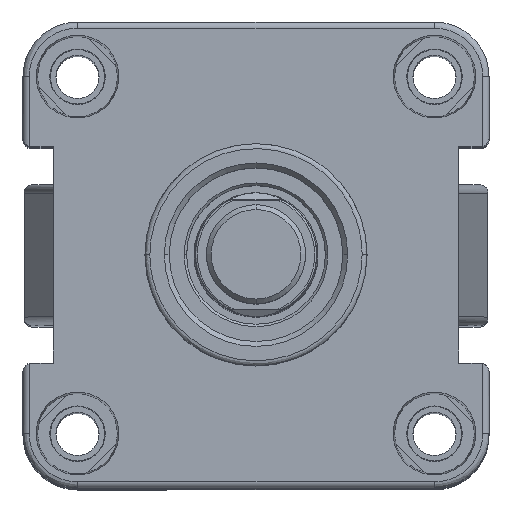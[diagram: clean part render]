
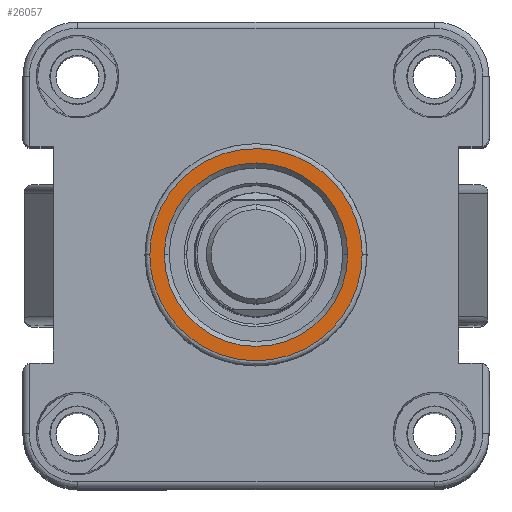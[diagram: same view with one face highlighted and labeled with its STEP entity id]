
A CAD part, top view. The second image highlights one B-rep face of the part: STEP entity #26057.
In plain terms, the highlighted face is planar.
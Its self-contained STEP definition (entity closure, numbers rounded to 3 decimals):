
#835 = CARTESIAN_POINT ( 'NONE',  ( 166., 0., 0. ) ) ;
#973 = ORIENTED_EDGE ( 'NONE', *, *, #10796, .F. ) ;
#1293 = AXIS2_PLACEMENT_3D ( 'NONE', #18111, #18386, #3700 ) ;
#1330 = CARTESIAN_POINT ( 'NONE',  ( 166., 42.8, 21.4 ) ) ;
#2249 = EDGE_CURVE ( 'NONE', #26321, #17328, #4809, .T. ) ;
#2671 =( BOUNDED_CURVE ( )  B_SPLINE_CURVE ( 3, ( #17594, #23938, #4850, #9296 ),
 .UNSPECIFIED., .F., .F. ) 
 B_SPLINE_CURVE_WITH_KNOTS ( ( 4, 4 ),
 ( 0., 1. ),
 .UNSPECIFIED. ) 
 CURVE ( )  GEOMETRIC_REPRESENTATION_ITEM ( )  RATIONAL_B_SPLINE_CURVE ( ( 1., 0.333, 0.333, 1. ) ) 
 REPRESENTATION_ITEM ( '' )  );
#3397 = VERTEX_POINT ( 'NONE', #7559 ) ;
#3523 = FACE_OUTER_BOUND ( 'NONE', #6219, .T. ) ;
#3700 = DIRECTION ( 'NONE',  ( 0., 0., 1. ) ) ;
#4809 = CIRCLE ( 'NONE', #12313, 18.5 ) ;
#4850 = CARTESIAN_POINT ( 'NONE',  ( 166., -42.8, 21.4 ) ) ;
#4924 = EDGE_LOOP ( 'NONE', ( #22419, #24394 ) ) ;
#6219 = EDGE_LOOP ( 'NONE', ( #8988, #973 ) ) ;
#6595 = CIRCLE ( 'NONE', #11157, 18.5 ) ;
#7559 = CARTESIAN_POINT ( 'NONE',  ( 166., 0., -21.4 ) ) ;
#7835 = CARTESIAN_POINT ( 'NONE',  ( 166., 0., -21.4 ) ) ;
#8913 = CARTESIAN_POINT ( 'NONE',  ( 166., 0., 18.5 ) ) ;
#8988 = ORIENTED_EDGE ( 'NONE', *, *, #17194, .F. ) ;
#9296 = CARTESIAN_POINT ( 'NONE',  ( 166., 0., 21.4 ) ) ;
#9612 = PLANE ( 'NONE',  #1293 ) ;
#10716 = EDGE_CURVE ( 'NONE', #17328, #26321, #6595, .T. ) ;
#10796 = EDGE_CURVE ( 'NONE', #3397, #27052, #2671, .T. ) ;
#10920 = CARTESIAN_POINT ( 'NONE',  ( 166., 0., -18.5 ) ) ;
#11157 = AXIS2_PLACEMENT_3D ( 'NONE', #21951, #15577, #13498 ) ;
#12313 = AXIS2_PLACEMENT_3D ( 'NONE', #835, #15569, #26281 ) ;
#13498 = DIRECTION ( 'NONE',  ( 0., 0., -1. ) ) ;
#15379 =( BOUNDED_CURVE ( )  B_SPLINE_CURVE ( 3, ( #16712, #1330, #26774, #7835 ),
 .UNSPECIFIED., .F., .F. ) 
 B_SPLINE_CURVE_WITH_KNOTS ( ( 4, 4 ),
 ( 0., 1. ),
 .UNSPECIFIED. ) 
 CURVE ( )  GEOMETRIC_REPRESENTATION_ITEM ( )  RATIONAL_B_SPLINE_CURVE ( ( 1., 0.333, 0.333, 1. ) ) 
 REPRESENTATION_ITEM ( '' )  );
#15569 = DIRECTION ( 'NONE',  ( 1., 0., 0. ) ) ;
#15577 = DIRECTION ( 'NONE',  ( 1., 0., 0. ) ) ;
#16712 = CARTESIAN_POINT ( 'NONE',  ( 166., 0., 21.4 ) ) ;
#17194 = EDGE_CURVE ( 'NONE', #27052, #3397, #15379, .T. ) ;
#17272 = CARTESIAN_POINT ( 'NONE',  ( 166., 0., 21.4 ) ) ;
#17328 = VERTEX_POINT ( 'NONE', #8913 ) ;
#17594 = CARTESIAN_POINT ( 'NONE',  ( 166., 0., -21.4 ) ) ;
#18111 = CARTESIAN_POINT ( 'NONE',  ( 166., 17.5, 0. ) ) ;
#18386 = DIRECTION ( 'NONE',  ( -1., 0., 0. ) ) ;
#19740 = FACE_BOUND ( 'NONE', #4924, .T. ) ;
#21951 = CARTESIAN_POINT ( 'NONE',  ( 166., 0., 0. ) ) ;
#22419 = ORIENTED_EDGE ( 'NONE', *, *, #2249, .F. ) ;
#23938 = CARTESIAN_POINT ( 'NONE',  ( 166., -42.8, -21.4 ) ) ;
#24394 = ORIENTED_EDGE ( 'NONE', *, *, #10716, .F. ) ;
#26057 = ADVANCED_FACE ( 'NONE', ( #3523, #19740 ), #9612, .F. ) ;
#26281 = DIRECTION ( 'NONE',  ( 0., 0., -1. ) ) ;
#26321 = VERTEX_POINT ( 'NONE', #10920 ) ;
#26774 = CARTESIAN_POINT ( 'NONE',  ( 166., 42.8, -21.4 ) ) ;
#27052 = VERTEX_POINT ( 'NONE', #17272 ) ;
